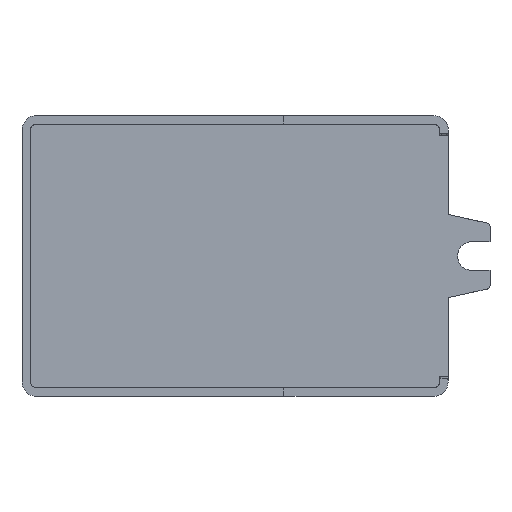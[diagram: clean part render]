
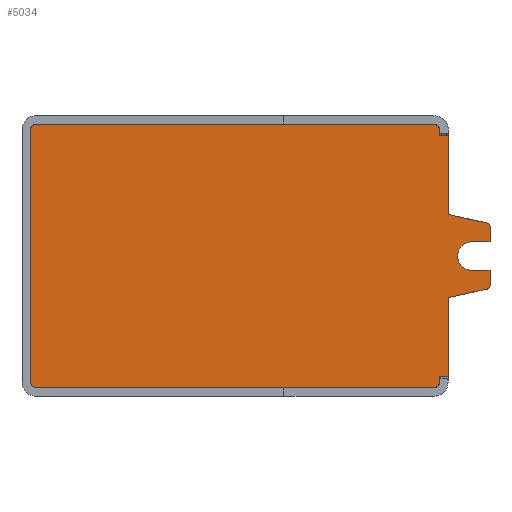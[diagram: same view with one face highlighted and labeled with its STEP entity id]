
A CAD part, front view. The second image highlights one B-rep face of the part: STEP entity #5034.
In plain terms, the highlighted planar face has unit normal (0, -1, 0).
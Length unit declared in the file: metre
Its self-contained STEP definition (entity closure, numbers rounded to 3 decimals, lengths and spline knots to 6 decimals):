
#1=CARTESIAN_POINT('',(0.0243,0.,0.015386));
#2=DIRECTION('',(0.,-1.,0.));
#3=DIRECTION('',(0.213,0.,-0.977));
#4=AXIS2_PLACEMENT_3D('',#1,#2,#3);
#6=DIRECTION('',(0.977,0.,0.214));
#7=VECTOR('',#6,0.005534);
#8=CARTESIAN_POINT('',(0.019,0.,0.013716));
#9=LINE('',#8,#7);
#10=CARTESIAN_POINT('',(0.017,0.,
0.002));
#11=DIRECTION('',(0.,-1.,0.));
#12=DIRECTION('',(0.,0.,-1.));
#13=AXIS2_PLACEMENT_3D('',#10,#11,#12);
#15=CARTESIAN_POINT('',(-0.0382,0.,
0.002));
#16=DIRECTION('',(0.,-1.,0.));
#17=DIRECTION('',(-1.,0.,0.));
#18=AXIS2_PLACEMENT_3D('',#15,#16,#17);
#20=CARTESIAN_POINT('',(-0.0382,0.,
0.037));
#21=DIRECTION('',(0.,-1.,0.));
#22=DIRECTION('',(0.,0.,1.));
#23=AXIS2_PLACEMENT_3D('',#20,#21,#22);
#25=CARTESIAN_POINT('',(0.017,0.,
0.037));
#26=DIRECTION('',(0.,-1.,0.));
#27=DIRECTION('',(1.,0.,0.));
#28=AXIS2_PLACEMENT_3D('',#25,#26,#27);
#30=DIRECTION('',(-0.977,0.,0.214));
#31=VECTOR('',#30,0.005534);
#32=CARTESIAN_POINT('',(0.024407,0.,0.02407));
#33=LINE('',#32,#31);
#34=CARTESIAN_POINT('',(0.0243,0.,0.023581));
#35=DIRECTION('',(0.,-1.,0.));
#36=DIRECTION('',(1.,0.,0.));
#37=AXIS2_PLACEMENT_3D('',#34,#35,#36);
#39=CARTESIAN_POINT('',(0.0223,0.,0.019484));
#40=DIRECTION('',(0.,1.,0.));
#41=DIRECTION('',(-1.,0.,0.));
#42=AXIS2_PLACEMENT_3D('',#39,#40,#41);
#44=CARTESIAN_POINT('',(0.0223,0.,0.019484));
#45=DIRECTION('',(0.,1.,0.));
#46=DIRECTION('',(0.,0.,-1.));
#47=AXIS2_PLACEMENT_3D('',#44,#45,#46);
#99=DIRECTION('',(0.,0.,-1.));
#100=VECTOR('',#99,0.010933);
#101=CARTESIAN_POINT('',(0.019,0.,0.036184));
#102=LINE('',#101,#100);
#103=DIRECTION('',(0.,0.,-1.));
#104=VECTOR('',#103,0.010933);
#105=CARTESIAN_POINT('',(0.019,0.,0.013716));
#106=LINE('',#105,#104);
#107=DIRECTION('',(1.,0.,0.));
#108=VECTOR('',#107,0.0012);
#109=CARTESIAN_POINT('',(0.0178,0.,0.036184));
#110=LINE('',#109,#108);
#119=DIRECTION('',(0.,0.,-1.));
#120=VECTOR('',#119,0.000816);
#121=CARTESIAN_POINT('',(0.0178,0.,
0.037));
#122=LINE('',#121,#120);
#475=DIRECTION('',(0.,0.,-1.));
#476=VECTOR('',#475,0.000783);
#477=CARTESIAN_POINT('',(0.0178,0.,0.002784));
#478=LINE('',#477,#476);
#487=DIRECTION('',(-1.,0.,0.));
#488=VECTOR('',#487,0.0012);
#489=CARTESIAN_POINT('',(0.019,0.,0.002784));
#490=LINE('',#489,#488);
#515=DIRECTION('',(1.,0.,0.));
#516=VECTOR('',#515,0.0552);
#517=CARTESIAN_POINT('',(-0.0382,0.,
0.0378));
#518=LINE('',#517,#516);
#1209=DIRECTION('',(-1.,0.,0.));
#1210=VECTOR('',#1209,0.0552);
#1211=CARTESIAN_POINT('',(0.017,0.,
0.0012));
#1212=LINE('',#1211,#1210);
#1399=DIRECTION('',(0.,0.,1.));
#1400=VECTOR('',#1399,0.035001);
#1401=CARTESIAN_POINT('',(-0.039,0.,
0.002));
#1402=LINE('',#1401,#1400);
#3697=DIRECTION('',(0.,0.,-1.));
#3698=VECTOR('',#3697,0.002097);
#3699=CARTESIAN_POINT('',(0.0248,0.,0.023581));
#3700=LINE('',#3699,#3698);
#3734=DIRECTION('',(-1.,0.,0.));
#3735=VECTOR('',#3734,0.0025);
#3736=CARTESIAN_POINT('',(0.0248,0.,0.021484));
#3737=LINE('',#3736,#3735);
#3750=DIRECTION('',(1.,0.,0.));
#3751=VECTOR('',#3750,0.0025);
#3752=CARTESIAN_POINT('',(0.0223,0.,0.017484));
#3753=LINE('',#3752,#3751);
#3758=DIRECTION('',(0.,0.,-1.));
#3759=VECTOR('',#3758,0.002097);
#3760=CARTESIAN_POINT('',(0.0248,0.,0.017484));
#3761=LINE('',#3760,#3759);
#3787=CARTESIAN_POINT('',(0.019,0.,0.013716));
#3788=CARTESIAN_POINT('',(0.024407,0.,0.014898));
#3789=VERTEX_POINT('',#3787);
#3790=VERTEX_POINT('',#3788);
#3791=CARTESIAN_POINT('',(0.019,0.,0.002784));
#3792=VERTEX_POINT('',#3791);
#3793=CARTESIAN_POINT('',(0.0178,0.,0.002784));
#3794=VERTEX_POINT('',#3793);
#3795=CARTESIAN_POINT('',(0.0178,0.,
0.002));
#3796=VERTEX_POINT('',#3795);
#3797=CARTESIAN_POINT('',(0.017,0.,
0.0012));
#3798=VERTEX_POINT('',#3797);
#3799=CARTESIAN_POINT('',(-0.0382,0.,
0.0012));
#3800=VERTEX_POINT('',#3799);
#3801=CARTESIAN_POINT('',(-0.039,0.,
0.002));
#3802=VERTEX_POINT('',#3801);
#3803=CARTESIAN_POINT('',(-0.039,0.,
0.037));
#3804=VERTEX_POINT('',#3803);
#3805=CARTESIAN_POINT('',(-0.0382,0.,
0.0378));
#3806=VERTEX_POINT('',#3805);
#3807=CARTESIAN_POINT('',(0.017,0.,
0.0378));
#3808=VERTEX_POINT('',#3807);
#3809=CARTESIAN_POINT('',(0.0178,0.,
0.037));
#3810=VERTEX_POINT('',#3809);
#3811=CARTESIAN_POINT('',(0.0178,0.,0.036184));
#3812=VERTEX_POINT('',#3811);
#3813=CARTESIAN_POINT('',(0.019,0.,0.036184));
#3814=VERTEX_POINT('',#3813);
#3815=CARTESIAN_POINT('',(0.019,0.,0.025251));
#3816=VERTEX_POINT('',#3815);
#3817=CARTESIAN_POINT('',(0.024407,0.,0.02407));
#3818=VERTEX_POINT('',#3817);
#3819=CARTESIAN_POINT('',(0.0248,0.,0.023581));
#3820=VERTEX_POINT('',#3819);
#3821=CARTESIAN_POINT('',(0.0248,0.,0.021484));
#3822=VERTEX_POINT('',#3821);
#3823=CARTESIAN_POINT('',(0.0223,0.,0.021484));
#3824=VERTEX_POINT('',#3823);
#3825=CARTESIAN_POINT('',(0.0223,0.,0.017484));
#3826=CARTESIAN_POINT('',(0.0203,0.,0.019484));
#3827=VERTEX_POINT('',#3825);
#3828=VERTEX_POINT('',#3826);
#3829=CARTESIAN_POINT('',(0.0248,0.,0.017484));
#3830=VERTEX_POINT('',#3829);
#3831=CARTESIAN_POINT('',(0.0248,0.,0.015386));
#3832=VERTEX_POINT('',#3831);
#4981=CARTESIAN_POINT('',(-0.0402,0.,0.));
#4982=DIRECTION('',(0.,-1.,0.));
#4983=DIRECTION('',(1.,0.,0.));
#4984=AXIS2_PLACEMENT_3D('',#4981,#4982,#4983);
#4985=PLANE('',#4984);
#4987=ORIENTED_EDGE('',*,*,#4986,.F.);
#4989=ORIENTED_EDGE('',*,*,#4988,.F.);
#4991=ORIENTED_EDGE('',*,*,#4990,.T.);
#4993=ORIENTED_EDGE('',*,*,#4992,.T.);
#4995=ORIENTED_EDGE('',*,*,#4994,.T.);
#4997=ORIENTED_EDGE('',*,*,#4996,.F.);
#4999=ORIENTED_EDGE('',*,*,#4998,.T.);
#5001=ORIENTED_EDGE('',*,*,#5000,.F.);
#5003=ORIENTED_EDGE('',*,*,#5002,.T.);
#5005=ORIENTED_EDGE('',*,*,#5004,.F.);
#5007=ORIENTED_EDGE('',*,*,#5006,.T.);
#5009=ORIENTED_EDGE('',*,*,#5008,.F.);
#5011=ORIENTED_EDGE('',*,*,#5010,.T.);
#5013=ORIENTED_EDGE('',*,*,#5012,.T.);
#5015=ORIENTED_EDGE('',*,*,#5014,.T.);
#5017=ORIENTED_EDGE('',*,*,#5016,.F.);
#5019=ORIENTED_EDGE('',*,*,#5018,.F.);
#5021=ORIENTED_EDGE('',*,*,#5020,.T.);
#5023=ORIENTED_EDGE('',*,*,#5022,.T.);
#5025=ORIENTED_EDGE('',*,*,#5024,.F.);
#5027=ORIENTED_EDGE('',*,*,#5026,.F.);
#5029=ORIENTED_EDGE('',*,*,#5028,.T.);
#5031=ORIENTED_EDGE('',*,*,#5030,.T.);
#5032=EDGE_LOOP('',(#4987,#4989,#4991,#4993,#4995,#4997,#4999,#5001,#5003,#5005,
#5007,#5009,#5011,#5013,#5015,#5017,#5019,#5021,#5023,#5025,#5027,#5029,#5031));
#5033=FACE_OUTER_BOUND('',#5032,.F.);
#5034=ADVANCED_FACE('',(#5033),#4985,.T.);
#5=CIRCLE('',#4,0.0005);
#14=CIRCLE('',#13,0.0008);
#19=CIRCLE('',#18,0.0008);
#24=CIRCLE('',#23,0.0008);
#29=CIRCLE('',#28,0.0008);
#38=CIRCLE('',#37,0.0005);
#43=CIRCLE('',#42,0.002);
#48=CIRCLE('',#47,0.002);
#4986=EDGE_CURVE('',#3790,#3832,#5,.T.);
#4988=EDGE_CURVE('',#3789,#3790,#9,.T.);
#4990=EDGE_CURVE('',#3789,#3792,#106,.T.);
#4992=EDGE_CURVE('',#3792,#3794,#490,.T.);
#4994=EDGE_CURVE('',#3794,#3796,#478,.T.);
#4996=EDGE_CURVE('',#3798,#3796,#14,.T.);
#4998=EDGE_CURVE('',#3798,#3800,#1212,.T.);
#5000=EDGE_CURVE('',#3802,#3800,#19,.T.);
#5002=EDGE_CURVE('',#3802,#3804,#1402,.T.);
#5004=EDGE_CURVE('',#3806,#3804,#24,.T.);
#5006=EDGE_CURVE('',#3806,#3808,#518,.T.);
#5008=EDGE_CURVE('',#3810,#3808,#29,.T.);
#5010=EDGE_CURVE('',#3810,#3812,#122,.T.);
#5012=EDGE_CURVE('',#3812,#3814,#110,.T.);
#5014=EDGE_CURVE('',#3814,#3816,#102,.T.);
#5016=EDGE_CURVE('',#3818,#3816,#33,.T.);
#5018=EDGE_CURVE('',#3820,#3818,#38,.T.);
#5020=EDGE_CURVE('',#3820,#3822,#3700,.T.);
#5022=EDGE_CURVE('',#3822,#3824,#3737,.T.);
#5024=EDGE_CURVE('',#3828,#3824,#43,.T.);
#5026=EDGE_CURVE('',#3827,#3828,#48,.T.);
#5028=EDGE_CURVE('',#3827,#3830,#3753,.T.);
#5030=EDGE_CURVE('',#3830,#3832,#3761,.T.);
